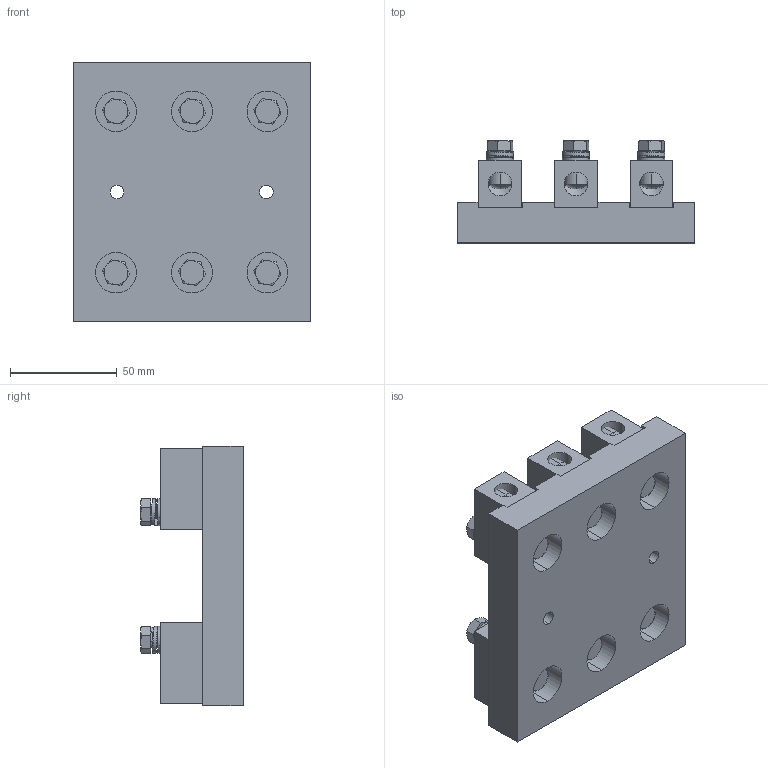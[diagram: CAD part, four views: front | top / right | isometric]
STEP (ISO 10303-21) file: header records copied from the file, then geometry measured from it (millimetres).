
FILE_DESCRIPTION (( 'STEP AP214' ), '1' );
FILE_NAME ('700271rev-.STEP', '2013-05-10T17:53:33', ( '' ), ( '' ), 'SwSTEP 2.0', 'SolidWorks 2012', '' );
FILE_SCHEMA (( 'AUTOMOTIVE_DESIGN' ));
Length unit declared in the file: inch
Products named in the file (1): 700271rev-
Bounding box: 111.25 x 47.96 x 121.41 mm (x, y, z)
Volume: 323061 mm3; surface area: 90468.1 mm2
Topology: 37 solids, 37 shells, 1240 faces, 3012 edges, 1884 vertices
Faces by surface type: cone 576, cylinder 344, plane 272, torus 36, bspline 12
Entity records: 54784 total; most frequent: CARTESIAN_POINT 8381, DIRECTION 6734, ORIENTED_EDGE 5976, EDGE_CURVE 2988, AXIS2_PLACEMENT_3D 2745, VERTEX_POINT 1884, CIRCLE 1516, EDGE_LOOP 1354
